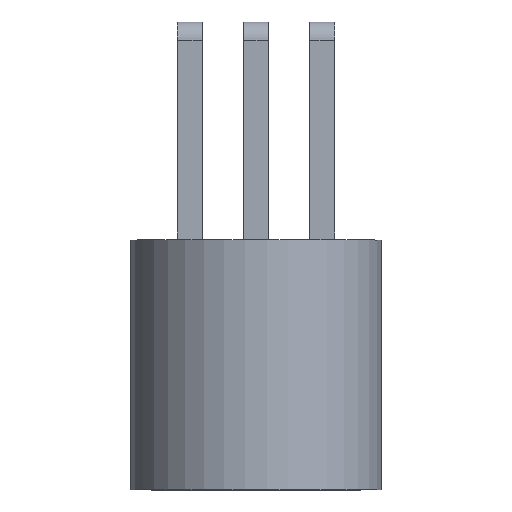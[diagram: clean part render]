
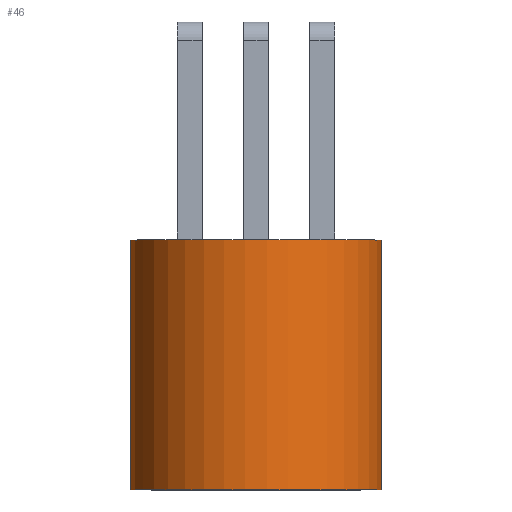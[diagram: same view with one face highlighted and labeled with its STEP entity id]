
A CAD part, top view. The second image highlights one B-rep face of the part: STEP entity #46.
In plain terms, the highlighted cylindrical face has radius 2.415 mm (diameter 4.83 mm), a partial arc.
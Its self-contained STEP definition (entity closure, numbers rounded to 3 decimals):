
#20=EDGE_CURVE('',#21,#23,#25,.T.);
#21=VERTEX_POINT('',#22);
#22=CARTESIAN_POINT('',(-0.746,-4.,0.07));
#23=VERTEX_POINT('',#24);
#24=CARTESIAN_POINT('',(-0.746,-8.8,0.07));
#25=LINE('',#22,#26);
#26=VECTOR('',#27,1.);
#27=DIRECTION('',(0.,-1.,0.));
#30=VERTEX_POINT('',#31);
#31=CARTESIAN_POINT('',(3.286,-8.8,0.07));
#34=DIRECTION('',(1.,0.,0.));
#36=EDGE_CURVE('',#37,#30,#39,.T.);
#37=VERTEX_POINT('',#38);
#38=CARTESIAN_POINT('',(3.286,-4.,0.07));
#39=LINE('',#38,#26);
#46=ADVANCED_FACE('',(#47),#62,.T.);
#47=FACE_BOUND('',#48,.F.);
#48=EDGE_LOOP('',(#49,#50,#56,#57));
#49=ORIENTED_EDGE('',*,*,#36,.T.);
#50=ORIENTED_EDGE('',*,*,#51,.T.);
#51=EDGE_CURVE('',#30,#23,#52,.T.);
#52=CIRCLE('',#53,2.415);
#53=AXIS2_PLACEMENT_3D('',#54,#55,#34);
#54=CARTESIAN_POINT('',(1.27,-8.8,1.4));
#55=DIRECTION('',(0.,-1.,0.));
#56=ORIENTED_EDGE('',*,*,#20,.F.);
#57=ORIENTED_EDGE('',*,*,#58,.F.);
#58=EDGE_CURVE('',#37,#21,#59,.T.);
#59=CIRCLE('',#60,2.415);
#60=AXIS2_PLACEMENT_3D('',#61,#55,#34);
#61=CARTESIAN_POINT('',(1.27,-4.,1.4));
#62=CYLINDRICAL_SURFACE('',#63,2.415);
#63=AXIS2_PLACEMENT_3D('',#61,#64,#34);
#64=DIRECTION('',(0.,1.,0.));
